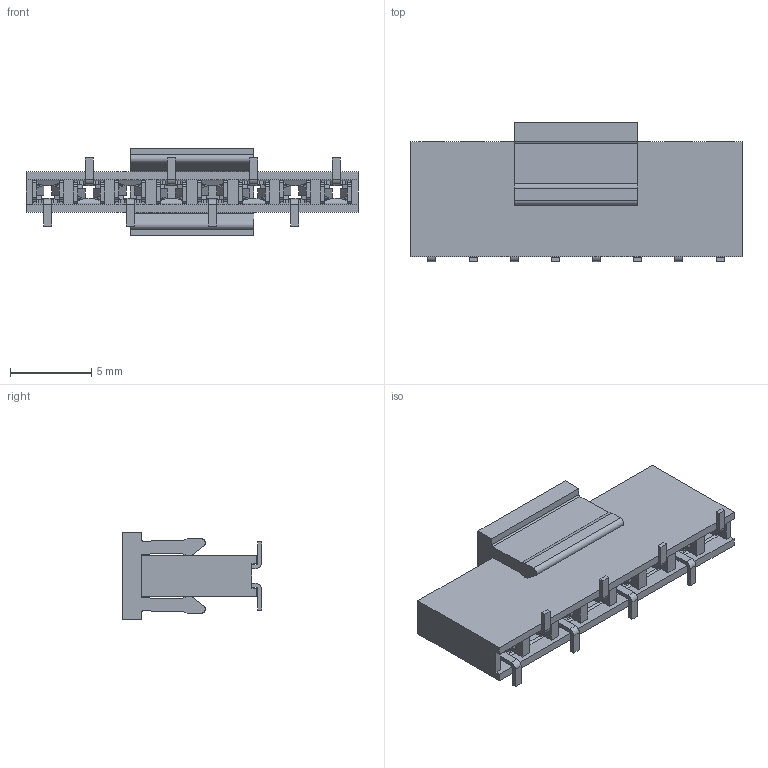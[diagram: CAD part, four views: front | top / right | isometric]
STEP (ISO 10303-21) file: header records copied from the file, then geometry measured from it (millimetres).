
FILE_DESCRIPTION((''),'2;1');
FILE_NAME('SPGFY_ASM','2023-11-23T',('PLALX-SALES6'),(''),'PRO/ENGINEER BY PARAMETRIC TECHNOLOGY CORPORATION, 2015440','PRO/ENGINEER BY PARAMETRIC TECHNOLOGY CORPORATION, 2015440','');
FILE_SCHEMA(('AUTOMOTIVE_DESIGN { 1 0 10303 214 1 1 1 1 }'));
Length unit declared in the file: millimetre
Products named in the file (6): DUANZI_1_1_1; PAD_1_1_1; ASM0026_ASM_1_ASM_1_ASM_1_ASM; SPGFY08B1_ASM_1_ASM_1_ASM; SPGFY-08B1-B-0_ASM_1_ASM; SPGFY_ASM
Assembly tree (12 placements, depth 5):
  SPGFY_ASM
    SPGFY-08B1-B-0_ASM_1_ASM
      SPGFY08B1_ASM_1_ASM_1_ASM
        ASM0026_ASM_1_ASM_1_ASM_1_ASM
          DUANZI_1_1_1  x8
          PAD_1_1_1
Bounding box: 20.48 x 8.6 x 5.4 mm (x, y, z)
Volume: 126.9 mm3; surface area: 1311.4 mm2
Topology: 9 solids, 10 shells, 844 faces, 2568 edges, 1736 vertices
Faces by surface type: plane 546, cylinder 298
Entity records: 12018 total; most frequent: CARTESIAN_POINT 1662, ORIENTED_EDGE 1496, DIRECTION 1424, PRESENTATION_STYLE_ASSIGNMENT 859, STYLED_ITEM 859, CURVE_STYLE 748, EDGE_CURVE 748, VECTOR 620
